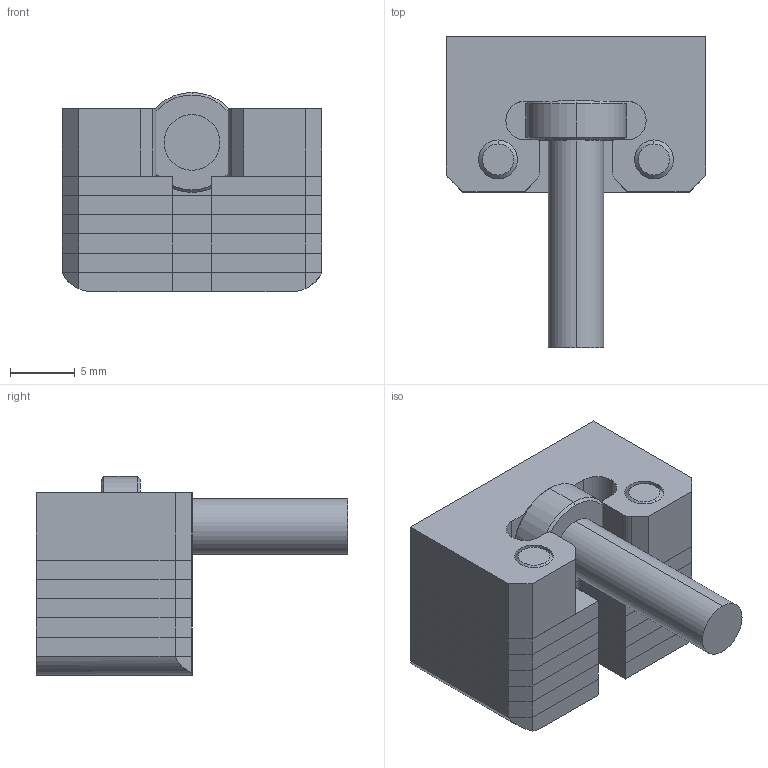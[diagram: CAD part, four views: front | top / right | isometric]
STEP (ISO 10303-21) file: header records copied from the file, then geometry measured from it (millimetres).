
FILE_DESCRIPTION (( 'STEP AP203' ), '1' );
FILE_NAME ('599e.STEP', '2023-01-11T08:35:29', ( '' ), ( '' ), 'SwSTEP 2.0', 'SolidWorks 2019', '' );
FILE_SCHEMA (( 'CONFIG_CONTROL_DESIGN' ));
Length unit declared in the file: millimetre
Products named in the file (6): Lamela 12b9ed9693a9742804b8ed924e05aa34; 599e; Bolt 12b9ed9693a9742804b8ed924e05aa34; Lamellar_Gas_Vent_ISGL20C 12b9ed9693a9742804b8ed924e05aa34; Pin_20 12b9ed9693a9742804b8ed924e05aa34; Lamela_Radius 12b9ed9693a9742804b8ed924e05aa34
Assembly tree (9 placements, depth 2):
  599e
    Lamellar_Gas_Vent_ISGL20C 12b9ed9693a9742804b8ed924e05aa34
    Bolt 12b9ed9693a9742804b8ed924e05aa34
    Lamela_Radius 12b9ed9693a9742804b8ed924e05aa34
    Lamela 12b9ed9693a9742804b8ed924e05aa34  x4
    Pin_20 12b9ed9693a9742804b8ed924e05aa34  x2
Bounding box: 20 x 24 x 15.33 mm (x, y, z)
Volume: 3151 mm3; surface area: 4728.2 mm2
Topology: 10 solids, 10 shells, 198 faces, 519 edges, 342 vertices
Faces by surface type: plane 117, cylinder 69, cone 12
Entity records: 4411 total; most frequent: DIRECTION 659, CARTESIAN_POINT 645, ORIENTED_EDGE 614, EDGE_CURVE 307, AXIS2_PLACEMENT_3D 224, VECTOR 211, LINE 211, VERTEX_POINT 202
